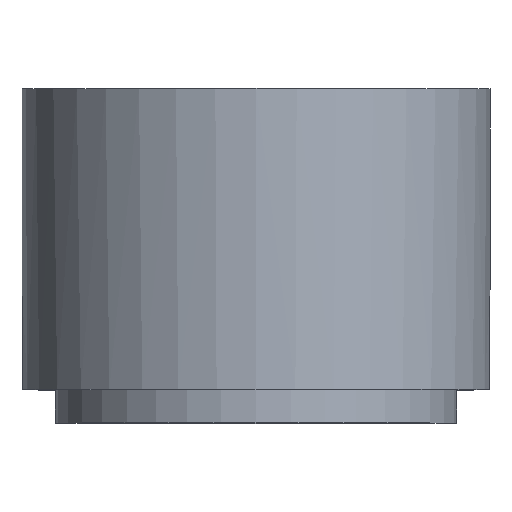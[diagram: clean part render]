
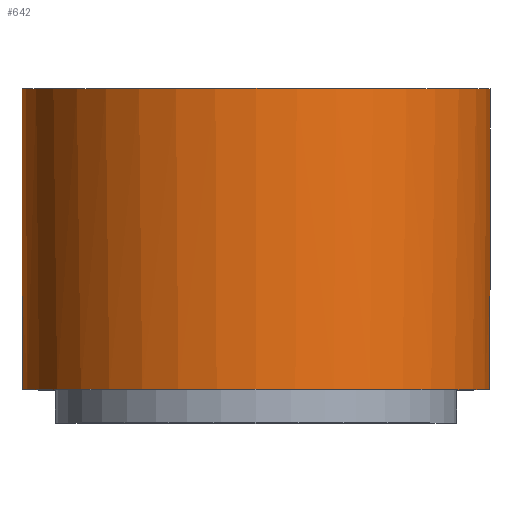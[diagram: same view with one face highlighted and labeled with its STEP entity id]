
A CAD part, top view. The second image highlights one B-rep face of the part: STEP entity #642.
In plain terms, the highlighted cylindrical face has radius 3.5 mm (diameter 7 mm), a partial arc.
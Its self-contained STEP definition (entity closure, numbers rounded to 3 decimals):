
#40=CARTESIAN_POINT('',(0.,0.,0.));
#41=DIRECTION('',(0.,1.,0.));
#42=DIRECTION('',(-0.993,0.,-0.121));
#43=AXIS2_PLACEMENT_3D('',#40,#41,#42);
#204=CARTESIAN_POINT('',(0.,4.5,0.));
#205=DIRECTION('',(0.,1.,0.));
#206=DIRECTION('',(-1.,0.,0.));
#207=AXIS2_PLACEMENT_3D('',#204,#205,#206);
#219=DIRECTION('',(0.,-1.,0.));
#220=VECTOR('',#219,3.);
#221=CARTESIAN_POINT('',(-3.5,4.5,0.));
#222=LINE('',#221,#220);
#223=CARTESIAN_POINT('',(0.,1.5,0.));
#224=DIRECTION('',(0.,1.,0.));
#225=DIRECTION('',(-0.993,0.,-0.121));
#226=AXIS2_PLACEMENT_3D('',#223,#224,#225);
#228=DIRECTION('',(0.,-1.,0.));
#229=VECTOR('',#228,3.);
#230=CARTESIAN_POINT('',(3.5,4.5,0.));
#231=LINE('',#230,#229);
#232=CARTESIAN_POINT('',(0.,1.5,0.));
#233=DIRECTION('',(0.,1.,0.));
#234=DIRECTION('',(1.,0.,0.));
#235=AXIS2_PLACEMENT_3D('',#232,#233,#234);
#237=DIRECTION('',(0.,1.,0.));
#238=VECTOR('',#237,1.5);
#239=CARTESIAN_POINT('',(-3.474,0.,-0.424));
#240=LINE('',#239,#238);
#245=DIRECTION('',(0.,1.,0.));
#246=VECTOR('',#245,1.5);
#247=CARTESIAN_POINT('',(3.474,0.,-0.424));
#248=LINE('',#247,#246);
#277=CARTESIAN_POINT('',(-3.474,0.,-0.424));
#278=CARTESIAN_POINT('',(3.474,0.,-0.424));
#279=VERTEX_POINT('',#277);
#280=VERTEX_POINT('',#278);
#281=CARTESIAN_POINT('',(3.5,4.5,0.));
#282=CARTESIAN_POINT('',(-3.5,4.5,0.));
#283=VERTEX_POINT('',#281);
#284=VERTEX_POINT('',#282);
#289=CARTESIAN_POINT('',(-3.474,1.5,-0.424));
#290=CARTESIAN_POINT('',(-3.5,1.5,0.));
#291=VERTEX_POINT('',#289);
#292=VERTEX_POINT('',#290);
#293=CARTESIAN_POINT('',(3.5,1.5,0.));
#294=CARTESIAN_POINT('',(3.474,1.5,-0.424));
#295=VERTEX_POINT('',#293);
#296=VERTEX_POINT('',#294);
#625=CARTESIAN_POINT('',(0.,0.,0.));
#626=DIRECTION('',(0.,1.,0.));
#627=DIRECTION('',(1.,0.,0.));
#628=AXIS2_PLACEMENT_3D('',#625,#626,#627);
#629=CYLINDRICAL_SURFACE('',#628,3.5);
#630=ORIENTED_EDGE('',*,*,#612,.T.);
#631=ORIENTED_EDGE('',*,*,#620,.F.);
#632=ORIENTED_EDGE('',*,*,#598,.T.);
#633=ORIENTED_EDGE('',*,*,#617,.T.);
#634=ORIENTED_EDGE('',*,*,#615,.T.);
#636=ORIENTED_EDGE('',*,*,#635,.F.);
#637=ORIENTED_EDGE('',*,*,#384,.F.);
#639=ORIENTED_EDGE('',*,*,#638,.T.);
#640=EDGE_LOOP('',(#630,#631,#632,#633,#634,#636,#637,#639));
#641=FACE_OUTER_BOUND('',#640,.F.);
#642=ADVANCED_FACE('',(#641),#629,.T.);
#44=CIRCLE('',#43,3.5);
#208=CIRCLE('',#207,3.5);
#227=CIRCLE('',#226,3.5);
#236=CIRCLE('',#235,3.5);
#384=EDGE_CURVE('',#279,#280,#44,.T.);
#598=EDGE_CURVE('',#284,#283,#208,.T.);
#612=EDGE_CURVE('',#291,#292,#227,.T.);
#615=EDGE_CURVE('',#295,#296,#236,.T.);
#617=EDGE_CURVE('',#283,#295,#231,.T.);
#620=EDGE_CURVE('',#284,#292,#222,.T.);
#635=EDGE_CURVE('',#280,#296,#248,.T.);
#638=EDGE_CURVE('',#279,#291,#240,.T.);
